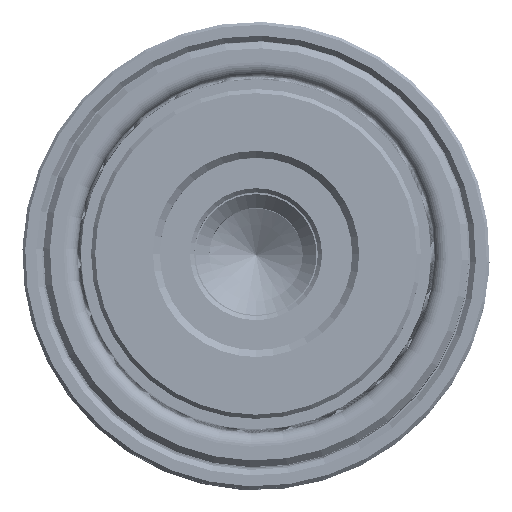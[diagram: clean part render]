
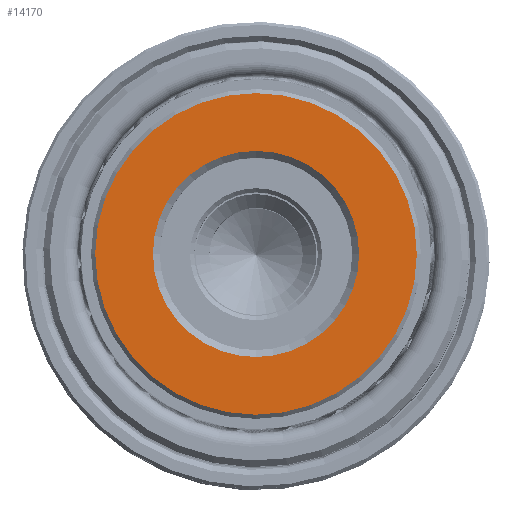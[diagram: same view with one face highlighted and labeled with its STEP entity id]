
A CAD part, top view. The second image highlights one B-rep face of the part: STEP entity #14170.
In plain terms, the highlighted face is planar.
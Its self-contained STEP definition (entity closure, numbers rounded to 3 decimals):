
#1521 = AXIS2_PLACEMENT_3D ( 'NONE', #13432, #36045, #16673 ) ;
#1675 = VERTEX_POINT ( 'NONE', #35821 ) ;
#3514 = CARTESIAN_POINT ( 'NONE',  ( 0., 0., 0. ) ) ;
#3744 = EDGE_CURVE ( 'NONE', #39135, #34044, #14641, .T. ) ;
#3945 = ORIENTED_EDGE ( 'NONE', *, *, #7290, .T. ) ;
#4140 = AXIS2_PLACEMENT_3D ( 'NONE', #35735, #6780, #29352 ) ;
#4454 = AXIS2_PLACEMENT_3D ( 'NONE', #18648, #41263, #21889 ) ;
#4956 = CIRCLE ( 'NONE', #32987, 11.7 ) ;
#5700 = CIRCLE ( 'NONE', #21858, 7.5 ) ;
#6780 = DIRECTION ( 'NONE',  ( 0., 0., 1. ) ) ;
#6800 = DIRECTION ( 'NONE',  ( 1., 0., 0. ) ) ;
#7290 = EDGE_CURVE ( 'NONE', #34044, #39135, #4956, .T. ) ;
#7726 = CARTESIAN_POINT ( 'NONE',  ( 0., 0., 0. ) ) ;
#8083 = EDGE_LOOP ( 'NONE', ( #19337, #3945 ) ) ;
#10655 = ORIENTED_EDGE ( 'NONE', *, *, #22185, .T. ) ;
#10969 = DIRECTION ( 'NONE',  ( 1., 0., 0. ) ) ;
#13432 = CARTESIAN_POINT ( 'NONE',  ( 0., 0., 0. ) ) ;
#14170 = ADVANCED_FACE ( 'NONE', ( #29554, #20964 ), #19619, .F. ) ;
#14641 = CIRCLE ( 'NONE', #1521, 11.7 ) ;
#16565 = CARTESIAN_POINT ( 'NONE',  ( 11.7, 0., 0. ) ) ;
#16673 = DIRECTION ( 'NONE',  ( 1., 0., 0. ) ) ;
#18119 = VERTEX_POINT ( 'NONE', #23940 ) ;
#18648 = CARTESIAN_POINT ( 'NONE',  ( 0., 0., 0. ) ) ;
#19337 = ORIENTED_EDGE ( 'NONE', *, *, #3744, .T. ) ;
#19619 = PLANE ( 'NONE',  #4140 ) ;
#20964 = FACE_BOUND ( 'NONE', #26266, .T. ) ;
#20975 = CARTESIAN_POINT ( 'NONE',  ( -11.7, 0., 0. ) ) ;
#21858 = AXIS2_PLACEMENT_3D ( 'NONE', #7726, #30283, #10969 ) ;
#21889 = DIRECTION ( 'NONE',  ( 1., 0., 0. ) ) ;
#22185 = EDGE_CURVE ( 'NONE', #1675, #18119, #5700, .T. ) ;
#23940 = CARTESIAN_POINT ( 'NONE',  ( -7.5, 0., 0. ) ) ;
#26117 = DIRECTION ( 'NONE',  ( 0., 0., -1. ) ) ;
#26266 = EDGE_LOOP ( 'NONE', ( #30430, #10655 ) ) ;
#28934 = EDGE_CURVE ( 'NONE', #18119, #1675, #35841, .T. ) ;
#29352 = DIRECTION ( 'NONE',  ( 1., 0., 0. ) ) ;
#29554 = FACE_OUTER_BOUND ( 'NONE', #8083, .T. ) ;
#30283 = DIRECTION ( 'NONE',  ( 0., 0., 1. ) ) ;
#30430 = ORIENTED_EDGE ( 'NONE', *, *, #28934, .T. ) ;
#32987 = AXIS2_PLACEMENT_3D ( 'NONE', #3514, #26117, #6800 ) ;
#34044 = VERTEX_POINT ( 'NONE', #20975 ) ;
#35735 = CARTESIAN_POINT ( 'NONE',  ( 0., 0., 0. ) ) ;
#35821 = CARTESIAN_POINT ( 'NONE',  ( 7.5, 0., 0. ) ) ;
#35841 = CIRCLE ( 'NONE', #4454, 7.5 ) ;
#36045 = DIRECTION ( 'NONE',  ( 0., 0., -1. ) ) ;
#39135 = VERTEX_POINT ( 'NONE', #16565 ) ;
#41263 = DIRECTION ( 'NONE',  ( 0., 0., 1. ) ) ;
